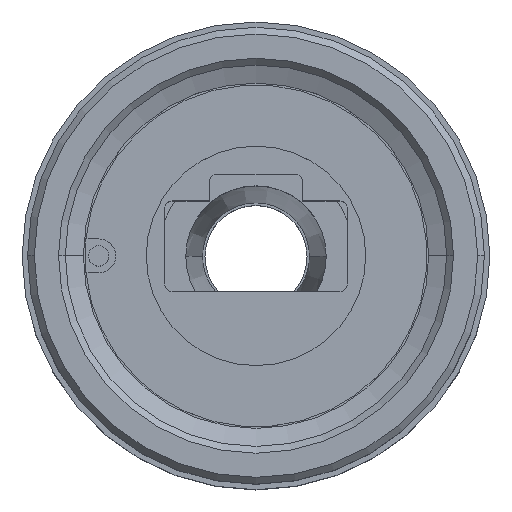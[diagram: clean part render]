
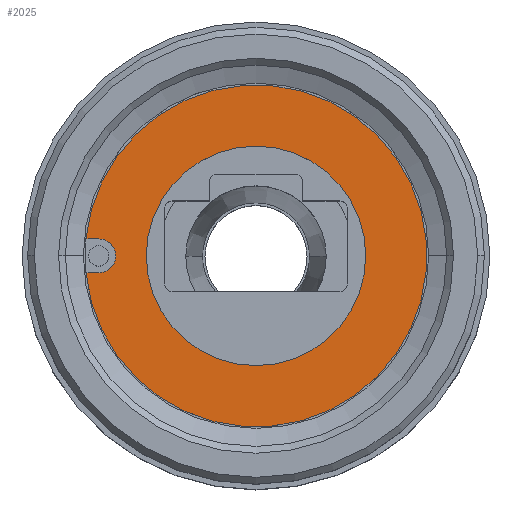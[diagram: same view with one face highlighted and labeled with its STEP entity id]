
A CAD part, top view. The second image highlights one B-rep face of the part: STEP entity #2025.
In plain terms, the highlighted planar face has unit normal (0, 0, 1).
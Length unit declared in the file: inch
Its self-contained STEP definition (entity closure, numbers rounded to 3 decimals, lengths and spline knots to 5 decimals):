
#79 = CIRCLE ( 'NONE', #6900, 0.3225 ) ;
#128 = CARTESIAN_POINT ( 'NONE',  ( -0.3225, 0., 0.04 ) ) ;
#361 = PLANE ( 'NONE',  #4290 ) ;
#427 = DIRECTION ( 'NONE',  ( 1., 0., 0. ) ) ;
#538 = DIRECTION ( 'NONE',  ( 0., 0., 1. ) ) ;
#562 = CARTESIAN_POINT ( 'NONE',  ( 0., 0., 0.04 ) ) ;
#903 = CARTESIAN_POINT ( 'NONE',  ( -0.4125, 0., 0.04 ) ) ;
#1025 = CARTESIAN_POINT ( 'NONE',  ( -0.4625, 0.05, 0.04 ) ) ;
#1095 = EDGE_CURVE ( 'NONE', #6236, #6336, #5493, .T. ) ;
#1101 = EDGE_CURVE ( 'NONE', #3411, #6458, #5488, .T. ) ;
#1112 = EDGE_CURVE ( 'NONE', #6306, #6232, #5475, .T. ) ;
#1115 = EDGE_CURVE ( 'NONE', #6336, #3373, #5465, .T. ) ;
#1133 = EDGE_CURVE ( 'NONE', #6236, #6458, #5440, .T. ) ;
#1549 = CIRCLE ( 'NONE', #6869, 0.05 ) ;
#1789 = CARTESIAN_POINT ( 'NONE',  ( -0.4625, -0.05, 0.04 ) ) ;
#1838 = CARTESIAN_POINT ( 'NONE',  ( 0.3225, 0., 0.04 ) ) ;
#1973 = CARTESIAN_POINT ( 'NONE',  ( -0.50001, -0.05, 0.04 ) ) ;
#1995 = CARTESIAN_POINT ( 'NONE',  ( -0.50001, 0.05, 0.04 ) ) ;
#2025 = ADVANCED_FACE ( 'NONE', ( #3010, #2968 ), #361, .T. ) ;
#2294 = DIRECTION ( 'NONE',  ( 1., 0., 0. ) ) ;
#2295 = DIRECTION ( 'NONE',  ( 0., 0., 1. ) ) ;
#2296 = CARTESIAN_POINT ( 'NONE',  ( 0., 0., 0.04 ) ) ;
#2369 = AXIS2_PLACEMENT_3D ( 'NONE', #4036, #4174, #4162 ) ;
#2885 = CARTESIAN_POINT ( 'NONE',  ( -0.4625, 0., 0.04 ) ) ;
#2886 = DIRECTION ( 'NONE',  ( 0., 0., 1. ) ) ;
#2887 = DIRECTION ( 'NONE',  ( 1., 0., 0. ) ) ;
#2968 = FACE_BOUND ( 'NONE', #4494, .T. ) ;
#3010 = FACE_OUTER_BOUND ( 'NONE', #4543, .T. ) ;
#3373 = VERTEX_POINT ( 'NONE', #903 ) ;
#3411 = VERTEX_POINT ( 'NONE', #1025 ) ;
#3786 = CARTESIAN_POINT ( 'NONE',  ( -0.4625, 0.05, 0.04 ) ) ;
#3847 = DIRECTION ( 'NONE',  ( 1., 0., 0. ) ) ;
#3848 = DIRECTION ( 'NONE',  ( -1., 0., 0. ) ) ;
#3850 = CARTESIAN_POINT ( 'NONE',  ( -0.4625, -0.05, 0.04 ) ) ;
#3964 = CARTESIAN_POINT ( 'NONE',  ( 0., 0., 0.04 ) ) ;
#3970 = DIRECTION ( 'NONE',  ( 0., 0., 1. ) ) ;
#3972 = DIRECTION ( 'NONE',  ( 1., 0., 0. ) ) ;
#4031 = CARTESIAN_POINT ( 'NONE',  ( -0.4625, 0., 0.04 ) ) ;
#4036 = CARTESIAN_POINT ( 'NONE',  ( 0., 0., 0.04 ) ) ;
#4042 = DIRECTION ( 'NONE',  ( 0., 0., 1. ) ) ;
#4049 = DIRECTION ( 'NONE',  ( 1., 0., 0. ) ) ;
#4162 = DIRECTION ( 'NONE',  ( 1., 0., 0. ) ) ;
#4174 = DIRECTION ( 'NONE',  ( 0., 0., 1. ) ) ;
#4290 = AXIS2_PLACEMENT_3D ( 'NONE', #562, #538, #427 ) ;
#4494 = EDGE_LOOP ( 'NONE', ( #4710, #4719 ) ) ;
#4543 = EDGE_LOOP ( 'NONE', ( #4709, #4714, #4713, #4712, #4711 ) ) ;
#4709 = ORIENTED_EDGE ( 'NONE', *, *, #1095, .F. ) ;
#4710 = ORIENTED_EDGE ( 'NONE', *, *, #7167, .F. ) ;
#4711 = ORIENTED_EDGE ( 'NONE', *, *, #1115, .F. ) ;
#4712 = ORIENTED_EDGE ( 'NONE', *, *, #7112, .F. ) ;
#4713 = ORIENTED_EDGE ( 'NONE', *, *, #1101, .F. ) ;
#4714 = ORIENTED_EDGE ( 'NONE', *, *, #1133, .T. ) ;
#4719 = ORIENTED_EDGE ( 'NONE', *, *, #1112, .F. ) ;
#5440 = CIRCLE ( 'NONE', #2369, 0.5025 ) ;
#5465 = CIRCLE ( 'NONE', #7212, 0.05 ) ;
#5475 = CIRCLE ( 'NONE', #7210, 0.3225 ) ;
#5481 = VECTOR ( 'NONE', #3848, 39.37008 ) ;
#5488 = LINE ( 'NONE', #3786, #5481 ) ;
#5490 = VECTOR ( 'NONE', #3847, 39.37008 ) ;
#5493 = LINE ( 'NONE', #3850, #5490 ) ;
#6232 = VERTEX_POINT ( 'NONE', #128 ) ;
#6236 = VERTEX_POINT ( 'NONE', #1973 ) ;
#6306 = VERTEX_POINT ( 'NONE', #1838 ) ;
#6336 = VERTEX_POINT ( 'NONE', #1789 ) ;
#6458 = VERTEX_POINT ( 'NONE', #1995 ) ;
#6869 = AXIS2_PLACEMENT_3D ( 'NONE', #2885, #2886, #2887 ) ;
#6900 = AXIS2_PLACEMENT_3D ( 'NONE', #2296, #2295, #2294 ) ;
#7112 = EDGE_CURVE ( 'NONE', #3373, #3411, #1549, .T. ) ;
#7167 = EDGE_CURVE ( 'NONE', #6232, #6306, #79, .T. ) ;
#7210 = AXIS2_PLACEMENT_3D ( 'NONE', #3964, #3970, #3972 ) ;
#7212 = AXIS2_PLACEMENT_3D ( 'NONE', #4031, #4042, #4049 ) ;
